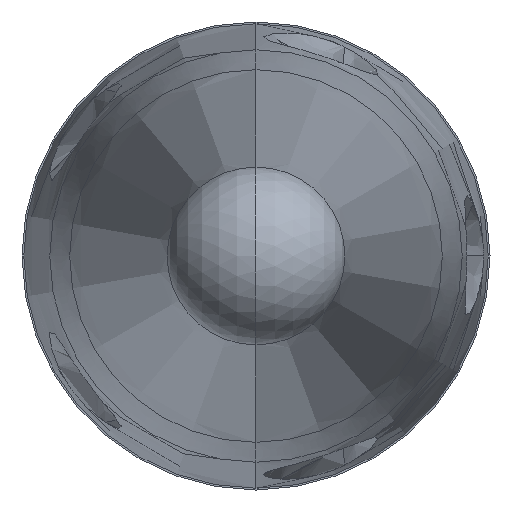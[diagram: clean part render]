
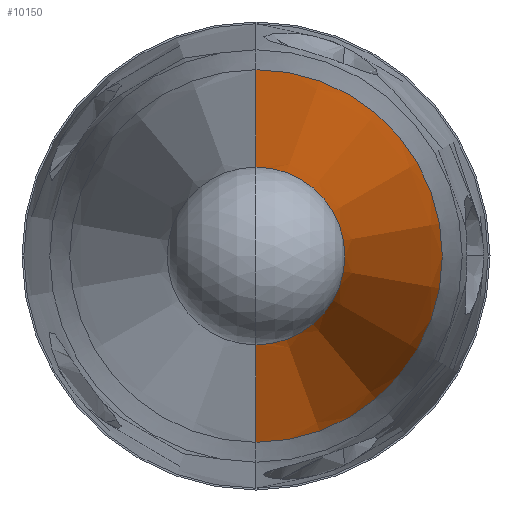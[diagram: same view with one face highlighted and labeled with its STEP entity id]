
A CAD part, left-side view. The second image highlights one B-rep face of the part: STEP entity #10150.
In plain terms, the highlighted conical face has half-angle 3.053 degrees and reference radius 5.319 mm.
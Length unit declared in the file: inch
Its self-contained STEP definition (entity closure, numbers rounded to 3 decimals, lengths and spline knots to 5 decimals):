
#70 = CARTESIAN_POINT ( 'NONE',  ( -4.37533, 0., 0.09986 ) ) ;
#89 = LINE ( 'NONE', #179, #178 ) ;
#176 = CARTESIAN_POINT ( 'NONE',  ( -2.32114, 0., 0.20941 ) ) ;
#177 = DIRECTION ( 'NONE',  ( 0.999, 0., 0.053 ) ) ;
#178 = VECTOR ( 'NONE', #177, 39.37008 ) ;
#179 = CARTESIAN_POINT ( 'NONE',  ( -2.32114, 0., 0.20941 ) ) ;
#388 = DIRECTION ( 'NONE',  ( 0., 0., -1. ) ) ;
#389 = DIRECTION ( 'NONE',  ( 1., 0., 0. ) ) ;
#406 = CARTESIAN_POINT ( 'NONE',  ( -2.32114, 0., 0. ) ) ;
#411 = CONICAL_SURFACE ( 'NONE', #414, 0.20941, 0.053 ) ;
#414 = AXIS2_PLACEMENT_3D ( 'NONE', #406, #389, #388 ) ;
#415 = FACE_OUTER_BOUND ( 'NONE', #10341, .T. ) ;
#445 = DIRECTION ( 'NONE',  ( 0., 0., -1. ) ) ;
#446 = DIRECTION ( 'NONE',  ( 1., 0., 0. ) ) ;
#451 = AXIS2_PLACEMENT_3D ( 'NONE', #460, #446, #445 ) ;
#452 = DIRECTION ( 'NONE',  ( 0., 0., -1. ) ) ;
#453 = DIRECTION ( 'NONE',  ( 1., 0., 0. ) ) ;
#454 = CARTESIAN_POINT ( 'NONE',  ( -2.32114, 0., 0. ) ) ;
#457 = CIRCLE ( 'NONE', #451, 0.09986 ) ;
#460 = CARTESIAN_POINT ( 'NONE',  ( -4.37533, 0., 0. ) ) ;
#461 = CIRCLE ( 'NONE', #576, 0.20941 ) ;
#576 = AXIS2_PLACEMENT_3D ( 'NONE', #454, #453, #452 ) ;
#589 = CARTESIAN_POINT ( 'NONE',  ( -4.37533, 0., -0.09986 ) ) ;
#1602 = DIRECTION ( 'NONE',  ( 0.999, 0., -0.053 ) ) ;
#1603 = VECTOR ( 'NONE', #1602, 39.37008 ) ;
#1605 = CARTESIAN_POINT ( 'NONE',  ( -2.32114, 0., -0.20941 ) ) ;
#1613 = LINE ( 'NONE', #1605, #1603 ) ;
#1631 = CARTESIAN_POINT ( 'NONE',  ( -2.32114, 0., -0.20941 ) ) ;
#9799 = VERTEX_POINT ( 'NONE', #1631 ) ;
#9812 = EDGE_CURVE ( 'NONE', #10329, #9799, #1613, .T. ) ;
#9821 = VERTEX_POINT ( 'NONE', #70 ) ;
#9858 = EDGE_CURVE ( 'NONE', #9821, #9864, #89, .T. ) ;
#9864 = VERTEX_POINT ( 'NONE', #176 ) ;
#10150 = ADVANCED_FACE ( 'NONE', ( #415 ), #411, .T. ) ;
#10155 = ORIENTED_EDGE ( 'NONE', *, *, #9858, .F. ) ;
#10170 = ORIENTED_EDGE ( 'NONE', *, *, #9812, .T. ) ;
#10174 = ORIENTED_EDGE ( 'NONE', *, *, #10352, .F. ) ;
#10329 = VERTEX_POINT ( 'NONE', #589 ) ;
#10341 = EDGE_LOOP ( 'NONE', ( #10155, #10348, #10170, #10174 ) ) ;
#10348 = ORIENTED_EDGE ( 'NONE', *, *, #10356, .T. ) ;
#10352 = EDGE_CURVE ( 'NONE', #9864, #9799, #461, .T. ) ;
#10356 = EDGE_CURVE ( 'NONE', #9821, #10329, #457, .T. ) ;
